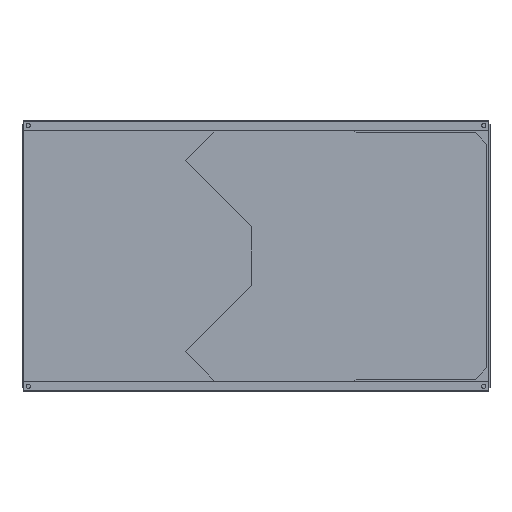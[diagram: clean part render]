
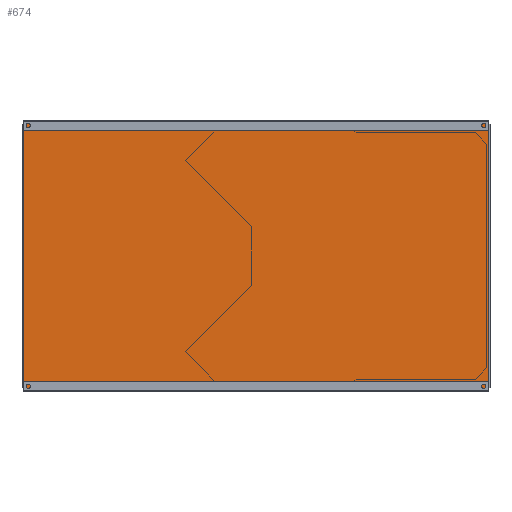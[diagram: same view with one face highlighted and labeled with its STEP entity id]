
A CAD part, top view. The second image highlights one B-rep face of the part: STEP entity #674.
In plain terms, the highlighted planar face has unit normal (0, 0, 1).
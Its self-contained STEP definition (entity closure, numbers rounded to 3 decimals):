
#674 = ADVANCED_FACE( '', ( #1489 ), #1490, .F. );
#1489 = FACE_OUTER_BOUND( '', #4979, .T. );
#1490 = PLANE( '', #4980 );
#4979 = EDGE_LOOP( '', ( #8966, #8967, #8968, #8969, #8970, #8971, #8972, #8973 ) );
#4980 = AXIS2_PLACEMENT_3D( '', #8974, #8975, #8976 );
#8966 = ORIENTED_EDGE( '', *, *, #10784, .T. );
#8967 = ORIENTED_EDGE( '', *, *, #10785, .T. );
#8968 = ORIENTED_EDGE( '', *, *, #10773, .T. );
#8969 = ORIENTED_EDGE( '', *, *, #10037, .T. );
#8970 = ORIENTED_EDGE( '', *, *, #10056, .F. );
#8971 = ORIENTED_EDGE( '', *, *, #10786, .F. );
#8972 = ORIENTED_EDGE( '', *, *, #10787, .F. );
#8973 = ORIENTED_EDGE( '', *, *, #10788, .F. );
#8974 = CARTESIAN_POINT( '', ( 600., 345.5, 0. ) );
#8975 = DIRECTION( '', ( 0., 0., -1. ) );
#8976 = DIRECTION( '', ( -1., 0., 0. ) );
#10037 = EDGE_CURVE( '', #11155, #11167, #11169, .T. );
#10056 = EDGE_CURVE( '', #11201, #11167, #11202, .T. );
#10773 = EDGE_CURVE( '', #12310, #11155, #12311, .T. );
#10784 = EDGE_CURVE( '', #12325, #12326, #12327, .T. );
#10785 = EDGE_CURVE( '', #12326, #12310, #12328, .T. );
#10786 = EDGE_CURVE( '', #12329, #11201, #12330, .T. );
#10787 = EDGE_CURVE( '', #11115, #12329, #12331, .T. );
#10788 = EDGE_CURVE( '', #12325, #11115, #12332, .T. );
#11115 = VERTEX_POINT( '', #12873 );
#11155 = VERTEX_POINT( '', #12979 );
#11167 = VERTEX_POINT( '', #12997 );
#11169 = LINE( '', #13000, #13001 );
#11201 = VERTEX_POINT( '', #13186 );
#11202 = LINE( '', #13187, #13188 );
#12310 = VERTEX_POINT( '', #17251 );
#12311 = LINE( '', #17252, #17253 );
#12325 = VERTEX_POINT( '', #17274 );
#12326 = VERTEX_POINT( '', #17275 );
#12327 = LINE( '', #17276, #17277 );
#12328 = LINE( '', #17278, #17279 );
#12329 = VERTEX_POINT( '', #17280 );
#12330 = LINE( '', #17281, #17282 );
#12331 = LINE( '', #17283, #17284 );
#12332 = LINE( '', #17285, #17286 );
#12873 = CARTESIAN_POINT( '', ( 600., 340., 0. ) );
#12979 = CARTESIAN_POINT( '', ( -600., -340., 0. ) );
#12997 = CARTESIAN_POINT( '', ( -600., -345.5, 0. ) );
#13000 = CARTESIAN_POINT( '', ( -600., 345.5, 0. ) );
#13001 = VECTOR( '', #18251, 1000. );
#13186 = CARTESIAN_POINT( '', ( 600., -345.5, 0. ) );
#13187 = CARTESIAN_POINT( '', ( 600., -345.5, 0. ) );
#13188 = VECTOR( '', #18262, 1000. );
#17251 = CARTESIAN_POINT( '', ( -600., 340., 0. ) );
#17252 = CARTESIAN_POINT( '', ( -600., 345.5, 0. ) );
#17253 = VECTOR( '', #18854, 1000. );
#17274 = CARTESIAN_POINT( '', ( 600., 345.5, 0. ) );
#17275 = CARTESIAN_POINT( '', ( -600., 345.5, 0. ) );
#17276 = CARTESIAN_POINT( '', ( 600., 345.5, 0. ) );
#17277 = VECTOR( '', #18861, 1000. );
#17278 = CARTESIAN_POINT( '', ( -600., 345.5, 0. ) );
#17279 = VECTOR( '', #18862, 1000. );
#17280 = CARTESIAN_POINT( '', ( 600., -340., 0. ) );
#17281 = CARTESIAN_POINT( '', ( 600., 345.5, 0. ) );
#17282 = VECTOR( '', #18863, 1000. );
#17283 = CARTESIAN_POINT( '', ( 600., 345.5, 0. ) );
#17284 = VECTOR( '', #18864, 1000. );
#17285 = CARTESIAN_POINT( '', ( 600., 345.5, 0. ) );
#17286 = VECTOR( '', #18865, 1000. );
#18251 = DIRECTION( '', ( 0., -1., 0. ) );
#18262 = DIRECTION( '', ( -1., 0., 0. ) );
#18854 = DIRECTION( '', ( 0., -1., 0. ) );
#18861 = DIRECTION( '', ( -1., 0., 0. ) );
#18862 = DIRECTION( '', ( 0., -1., 0. ) );
#18863 = DIRECTION( '', ( 0., -1., 0. ) );
#18864 = DIRECTION( '', ( 0., -1., 0. ) );
#18865 = DIRECTION( '', ( 0., -1., 0. ) );
